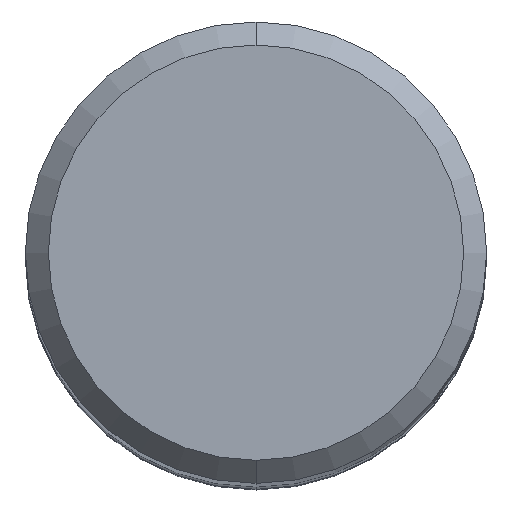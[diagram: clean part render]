
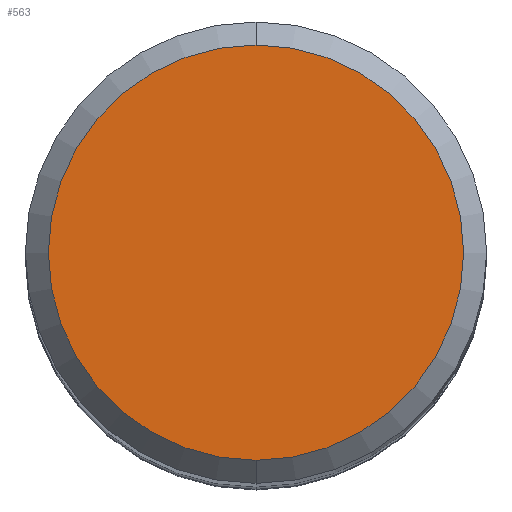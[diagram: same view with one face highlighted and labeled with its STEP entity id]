
A CAD part, top view. The second image highlights one B-rep face of the part: STEP entity #563.
In plain terms, the highlighted planar face has unit normal (0, 0, 1).
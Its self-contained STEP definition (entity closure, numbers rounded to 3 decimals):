
#367=EDGE_CURVE('',#451,#489,#770,.T.);
#451=VERTEX_POINT('',#862);
#471=EDGE_CURVE('',#489,#451,#885,.T.);
#489=VERTEX_POINT('',#904);
#563=ADVANCED_FACE('',(#986),#987,.T.);
#770=CIRCLE('',#1324,3.6);
#862=CARTESIAN_POINT('',(0.0,3.6,0.));
#885=CIRCLE('',#1518,3.6);
#904=CARTESIAN_POINT('',(0.,-3.6,0.));
#986=FACE_OUTER_BOUND('',#1734,.T.);
#987=PLANE('',#1735);
#1324=AXIS2_PLACEMENT_3D('',#1973,#1974,#1975);
#1518=AXIS2_PLACEMENT_3D('',#2088,#2089,#2090);
#1734=EDGE_LOOP('',(#2215,#2216));
#1735=AXIS2_PLACEMENT_3D('',#2217,#2218,#2219);
#1973=CARTESIAN_POINT('',(0.0,0.0,0.));
#1974=DIRECTION('',(0.0,0.0,-1.0));
#1975=DIRECTION('',(0.0,1.0,0.0));
#2088=CARTESIAN_POINT('',(0.0,0.0,0.));
#2089=DIRECTION('',(0.0,0.0,-1.0));
#2090=DIRECTION('',(0.0,1.0,0.0));
#2215=ORIENTED_EDGE('',*,*,#367,.F.);
#2216=ORIENTED_EDGE('',*,*,#471,.F.);
#2217=CARTESIAN_POINT('',(0.0,1.8,0.));
#2218=DIRECTION('',(-0.0,0.0,1.0));
#2219=DIRECTION('',(0.0,-1.0,0.0));
